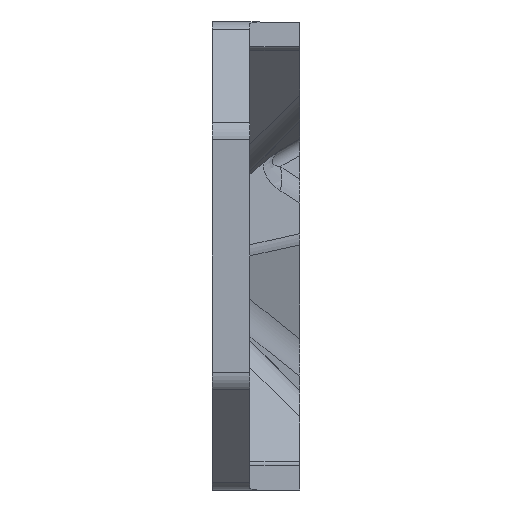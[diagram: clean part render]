
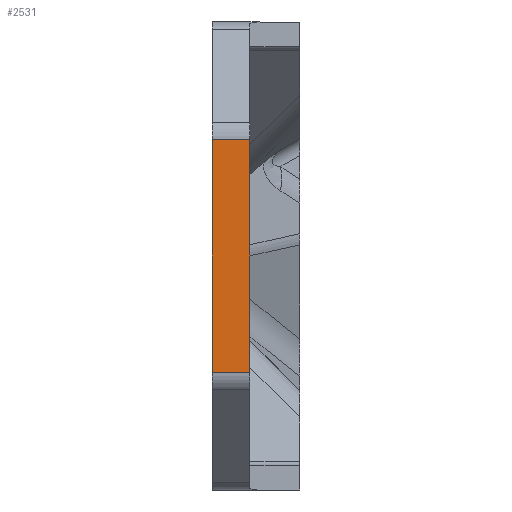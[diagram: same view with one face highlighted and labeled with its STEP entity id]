
A CAD part, left-side view. The second image highlights one B-rep face of the part: STEP entity #2531.
In plain terms, the highlighted planar face has unit normal (-1, 0, 0).
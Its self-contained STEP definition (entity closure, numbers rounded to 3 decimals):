
#91=PLANE('',#2766);
#213=LINE('',#3919,#468);
#259=LINE('',#4068,#514);
#295=LINE('',#4156,#550);
#296=LINE('',#4158,#551);
#468=VECTOR('',#3073,10.);
#514=VECTOR('',#3195,10.);
#550=VECTOR('',#3293,10.);
#551=VECTOR('',#3296,10.);
#753=FACE_OUTER_BOUND('',#901,.T.);
#901=EDGE_LOOP('',(#2083,#2084,#2085,#2086));
#1207=VERTEX_POINT('',#3916);
#1208=VERTEX_POINT('',#3918);
#1272=VERTEX_POINT('',#4065);
#1273=VERTEX_POINT('',#4067);
#1467=EDGE_CURVE('',#1207,#1208,#213,.T.);
#1542=EDGE_CURVE('',#1272,#1273,#259,.T.);
#1589=EDGE_CURVE('',#1208,#1272,#295,.T.);
#1590=EDGE_CURVE('',#1273,#1207,#296,.T.);
#2083=ORIENTED_EDGE('',*,*,#1589,.F.);
#2084=ORIENTED_EDGE('',*,*,#1467,.F.);
#2085=ORIENTED_EDGE('',*,*,#1590,.F.);
#2086=ORIENTED_EDGE('',*,*,#1542,.F.);
#2531=ADVANCED_FACE('',(#753),#91,.T.);
#2766=AXIS2_PLACEMENT_3D('',#4157,#3294,#3295);
#3073=DIRECTION('',(0.,0.,-1.));
#3195=DIRECTION('',(0.,0.,1.));
#3293=DIRECTION('',(0.,1.,0.));
#3294=DIRECTION('center_axis',(-1.,0.,0.));
#3295=DIRECTION('ref_axis',(0.,0.,-1.));
#3296=DIRECTION('',(0.,-1.,0.));
#3916=CARTESIAN_POINT('',(-147.592,-6.,13.806));
#3918=CARTESIAN_POINT('',(-147.592,-6.,-23.525));
#3919=CARTESIAN_POINT('',(-147.592,-6.,-25.182));
#4065=CARTESIAN_POINT('',(-147.592,0.,-23.525));
#4067=CARTESIAN_POINT('',(-147.592,0.,13.806));
#4068=CARTESIAN_POINT('',(-147.592,0.,-25.182));
#4156=CARTESIAN_POINT('',(-147.592,0.,-23.525));
#4157=CARTESIAN_POINT('Origin',(-147.592,0.,15.463));
#4158=CARTESIAN_POINT('',(-147.592,0.,13.806));
